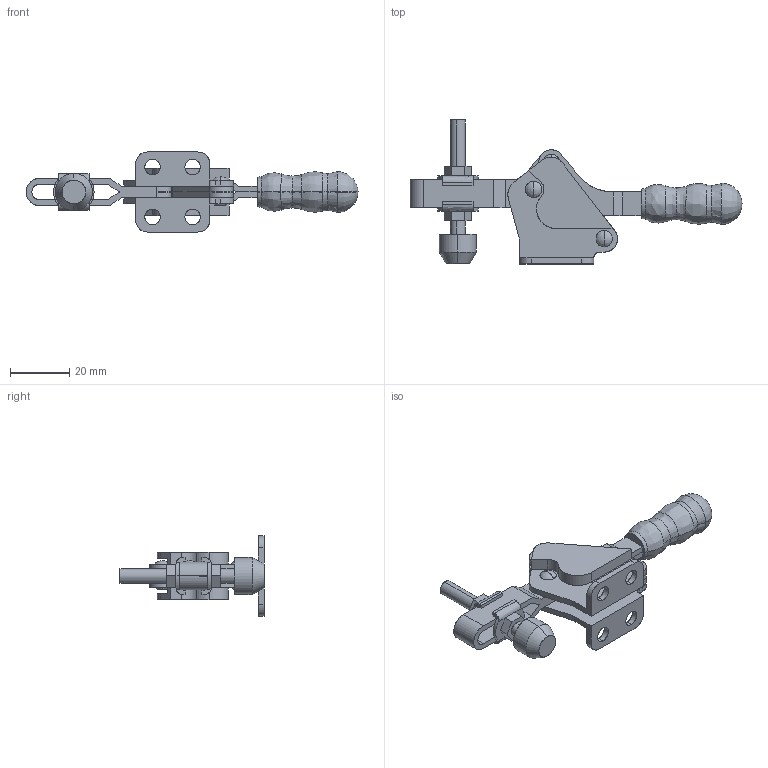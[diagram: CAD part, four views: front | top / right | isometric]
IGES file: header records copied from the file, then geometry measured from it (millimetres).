
Start section: SolidWorks IGES file using analytic representation for surfaces
Global section: file name: 493784(GH-20752-B).IGS,15; native system: HSolidWorks 2016; preprocessor: SolidWorks 2016; author: LinWei; date: 190111.081631; units: millimetre
Bounding box: 112 x 48.58 x 27 mm (x, y, z)
Surface area: 14524.7 mm2 (no closed solid volume)
Topology: 0 solids, 0 shells, 267 faces, 3718 edges, 3713 vertices
Faces by surface type: bspline 148, revolution 119
